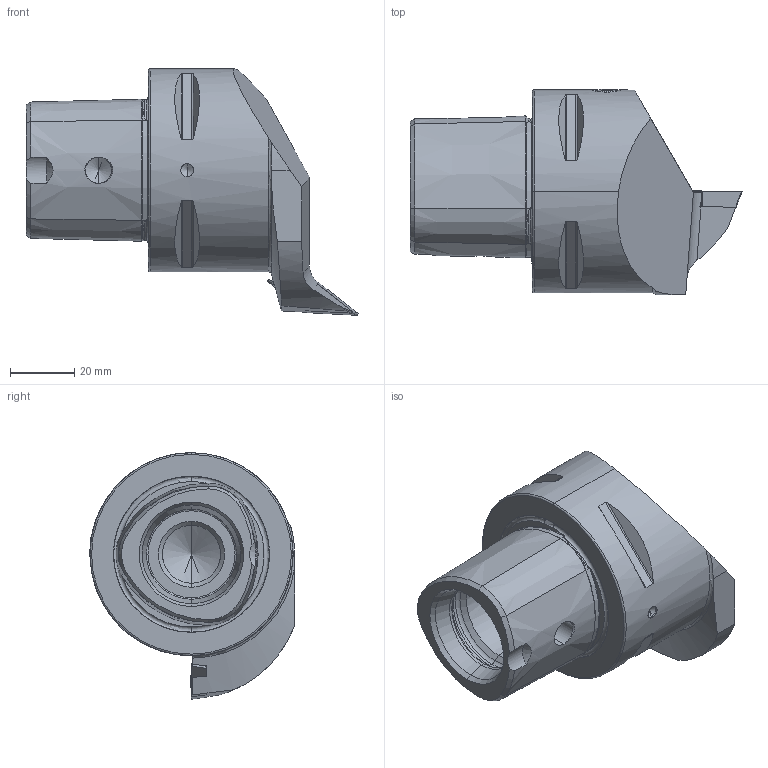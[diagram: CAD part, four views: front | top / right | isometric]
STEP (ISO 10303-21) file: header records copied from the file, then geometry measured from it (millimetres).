
FILE_DESCRIPTION (( 'STEP AP214' ), '1' );
FILE_NAME ('-KV..RJA.065-HP.STEP', '2024-03-05T16:42:28', ( '' ), ( '' ), 'SwSTEP 2.0', 'SolidWorks 2022', '' );
FILE_SCHEMA (( 'AUTOMOTIVE_DESIGN' ));
Length unit declared in the file: millimetre
Products named in the file (10): -KV..RJA.065-HP; VCMT160404; DIN 7991 - M5x15; CHP-ER1.008.014_A; CHP-ER1.015.006_A; DIN 3771 - 13x1; WCB-ER2.001.009_A; CHP-ER1.015.006; ISO 8752 2x8; PS6-KVB.RJA.065-HP_A
Assembly tree (9 placements, depth 3):
  -KV..RJA.065-HP
    PS6-KVB.RJA.065-HP_A
    WCB-ER2.001.009_A
    VCMT160404
    CHP-ER1.008.014_A
    CHP-ER1.015.006
      CHP-ER1.015.006_A
      DIN 3771 - 13x1
      DIN 7991 - M5x15
    ISO 8752 2x8
Bounding box: 103 x 63.69 x 76.5 mm (x, y, z)
Volume: 148443.3 mm3; surface area: 29899 mm2
Topology: 8 solids, 8 shells, 381 faces, 923 edges, 547 vertices
Faces by surface type: cone 120, cylinder 98, plane 95, torus 50, bspline 16, sphere 2
Entity records: 13230 total; most frequent: CARTESIAN_POINT 3775, ORIENTED_EDGE 1798, DIRECTION 1787, EDGE_CURVE 899, AXIS2_PLACEMENT_3D 725, VERTEX_POINT 547, EDGE_LOOP 408, FACE_OUTER_BOUND 381
